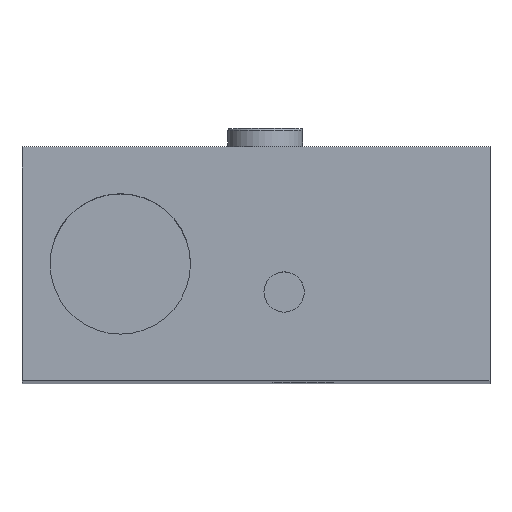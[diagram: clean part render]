
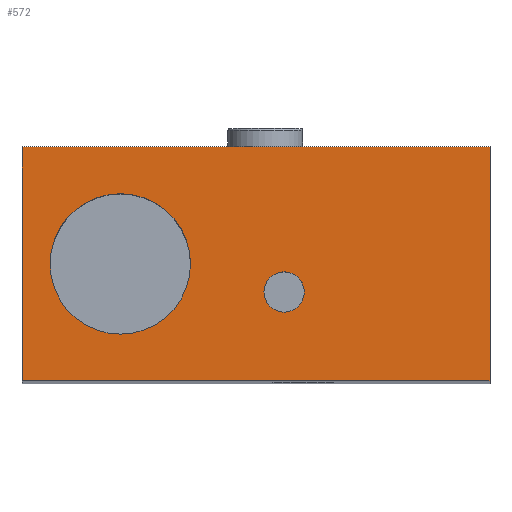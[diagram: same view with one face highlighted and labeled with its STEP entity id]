
A CAD part, top view. The second image highlights one B-rep face of the part: STEP entity #572.
In plain terms, the highlighted planar face has unit normal (0, 0, 1).
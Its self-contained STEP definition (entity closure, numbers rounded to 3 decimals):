
#30=FACE_BOUND('',#152,.T.);
#31=FACE_BOUND('',#153,.T.);
#57=PLANE('',#673);
#96=FACE_OUTER_BOUND('',#151,.T.);
#151=EDGE_LOOP('',(#507,#508,#509,#510));
#152=EDGE_LOOP('',(#511));
#153=EDGE_LOOP('',(#512));
#175=LINE('',#1009,#204);
#178=LINE('',#1015,#207);
#181=LINE('',#1021,#210);
#184=LINE('',#1025,#213);
#204=VECTOR('',#848,10.);
#207=VECTOR('',#853,10.);
#210=VECTOR('',#858,10.);
#213=VECTOR('',#863,10.);
#214=CIRCLE('',#595,2.15);
#252=CIRCLE('',#662,7.5);
#256=VERTEX_POINT('',#870);
#293=VERTEX_POINT('',#989);
#299=VERTEX_POINT('',#1006);
#300=VERTEX_POINT('',#1008);
#302=VERTEX_POINT('',#1014);
#304=VERTEX_POINT('',#1020);
#305=EDGE_CURVE('',#256,#256,#214,.T.);
#358=EDGE_CURVE('',#293,#293,#252,.T.);
#366=EDGE_CURVE('',#300,#299,#175,.T.);
#369=EDGE_CURVE('',#302,#300,#178,.T.);
#372=EDGE_CURVE('',#304,#302,#181,.T.);
#375=EDGE_CURVE('',#299,#304,#184,.T.);
#507=ORIENTED_EDGE('',*,*,#375,.T.);
#508=ORIENTED_EDGE('',*,*,#372,.T.);
#509=ORIENTED_EDGE('',*,*,#369,.T.);
#510=ORIENTED_EDGE('',*,*,#366,.T.);
#511=ORIENTED_EDGE('',*,*,#305,.T.);
#512=ORIENTED_EDGE('',*,*,#358,.T.);
#572=ADVANCED_FACE('',(#96,#30,#31),#57,.T.);
#595=AXIS2_PLACEMENT_3D('',#871,#679,#680);
#662=AXIS2_PLACEMENT_3D('',#990,#828,#829);
#673=AXIS2_PLACEMENT_3D('',#1026,#864,#865);
#679=DIRECTION('center_axis',(0.,0.,-1.));
#680=DIRECTION('ref_axis',(-1.,0.,0.));
#828=DIRECTION('center_axis',(0.,0.,-1.));
#829=DIRECTION('ref_axis',(-1.,0.,0.));
#848=DIRECTION('',(0.,-1.,0.));
#853=DIRECTION('',(-1.,0.,0.));
#858=DIRECTION('',(0.,1.,0.));
#863=DIRECTION('',(1.,0.,0.));
#864=DIRECTION('center_axis',(0.,0.,1.));
#865=DIRECTION('ref_axis',(1.,0.,0.));
#870=CARTESIAN_POINT('',(30.15,9.5,160.5));
#871=CARTESIAN_POINT('Origin',(28.,9.5,160.5));
#989=CARTESIAN_POINT('',(18.,12.5,160.5));
#990=CARTESIAN_POINT('Origin',(10.5,12.5,160.5));
#1006=CARTESIAN_POINT('',(0.,0.,160.5));
#1008=CARTESIAN_POINT('',(0.,25.,160.5));
#1009=CARTESIAN_POINT('',(0.,25.,160.5));
#1014=CARTESIAN_POINT('',(50.,25.,160.5));
#1015=CARTESIAN_POINT('',(50.,25.,160.5));
#1020=CARTESIAN_POINT('',(50.,0.,160.5));
#1021=CARTESIAN_POINT('',(50.,0.,160.5));
#1025=CARTESIAN_POINT('',(0.,0.,160.5));
#1026=CARTESIAN_POINT('Origin',(25.,12.5,160.5));
